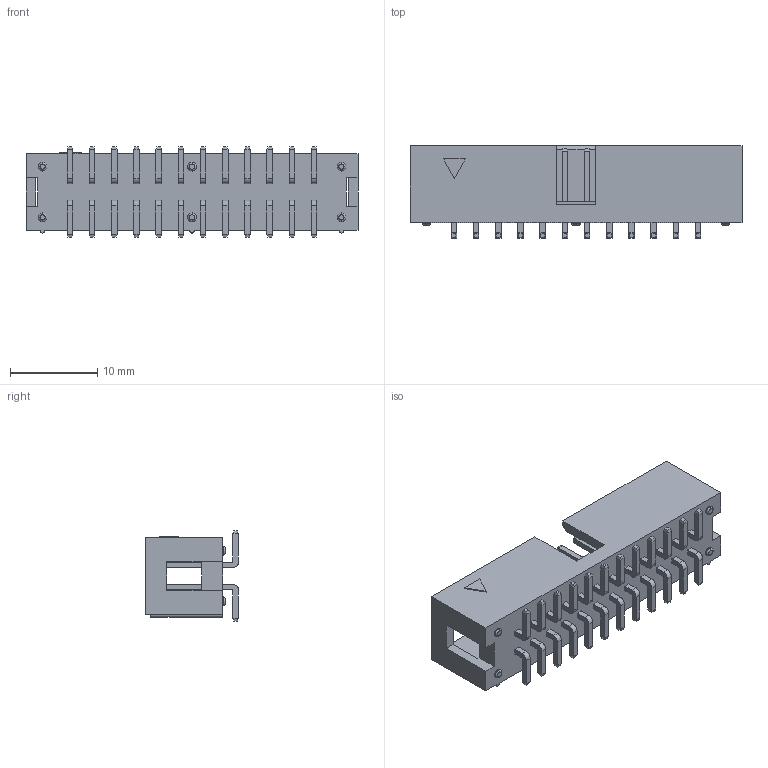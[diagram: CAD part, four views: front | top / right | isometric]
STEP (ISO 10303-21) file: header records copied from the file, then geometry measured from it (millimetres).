
FILE_DESCRIPTION (( 'STEP AP214' ), '1' );
FILE_NAME ('SBH11-NBPC-D12-SM-BK.STEP', '2018-09-23T18:01:23', ( '' ), ( '' ), 'SwSTEP 2.0', 'SolidWorks 2017', '' );
FILE_SCHEMA (( 'AUTOMOTIVE_DESIGN' ));
Length unit declared in the file: inch
Products named in the file (1): SBH11-NBPC-D12-SM-BK
Bounding box: 37.98 x 10.62 x 10.3 mm (x, y, z)
Volume: 1469.9 mm3; surface area: 2932.2 mm2
Topology: 25 solids, 25 shells, 582 faces, 1379 edges, 850 vertices
Faces by surface type: plane 528, cylinder 42, torus 12
Entity records: 16635 total; most frequent: CARTESIAN_POINT 2812, ORIENTED_EDGE 2758, DIRECTION 2653, EDGE_CURVE 1379, LINE 1271, VECTOR 1271, VERTEX_POINT 850, AXIS2_PLACEMENT_3D 691
